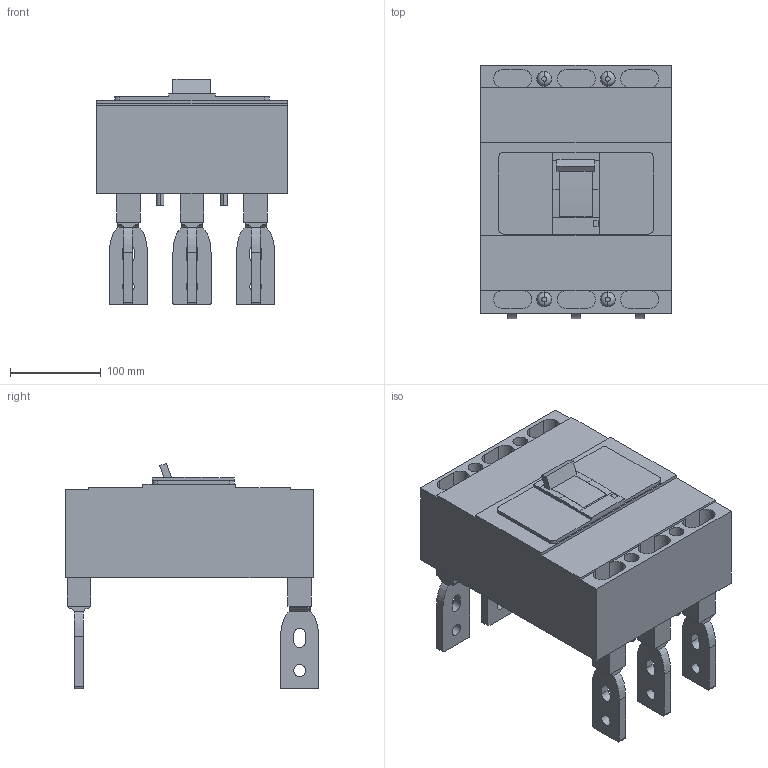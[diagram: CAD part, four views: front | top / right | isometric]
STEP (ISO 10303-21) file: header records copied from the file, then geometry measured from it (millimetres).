
FILE_DESCRIPTION(('CoCreate Modeling STEP Export'),'2;1');
FILE_NAME('ＰＶＳ８００ＮＤＬ３Ｒ.stp','2016-03-29T10:06:58',(''),(''),'CoCreate Modeling STEP processor for AP214 (Solid Model)','CoCreate Modeling 17.0 01-Apr-2010 (C) Parametric Technology GmbH','');
FILE_SCHEMA(('AUTOMOTIVE_DESIGN { 1 0 10303 214 1 1 1 1 }'));
Length unit declared in the file: millimetre
Products named in the file (3): p1; p2.1; ＰＶＳ８００ＮＤＬ３Ｒ
Assembly tree (5 placements, depth 2):
  ＰＶＳ８００ＮＤＬ３Ｒ
    p2.1  x4
    p1
Bounding box: 210 x 279 x 248.18 mm (x, y, z)
Volume: 5707851.3 mm3; surface area: 371369.8 mm2
Topology: 5 solids, 5 shells, 293 faces, 748 edges, 488 vertices
Faces by surface type: plane 162, cylinder 111, extrusion 12, torus 8
Entity records: 10139 total; most frequent: CARTESIAN_POINT 1583, ORIENTED_EDGE 1400, DIRECTION 1225, EDGE_CURVE 700, VECTOR 473, LINE 461, VERTEX_POINT 458, AXIS2_PLACEMENT_3D 376
